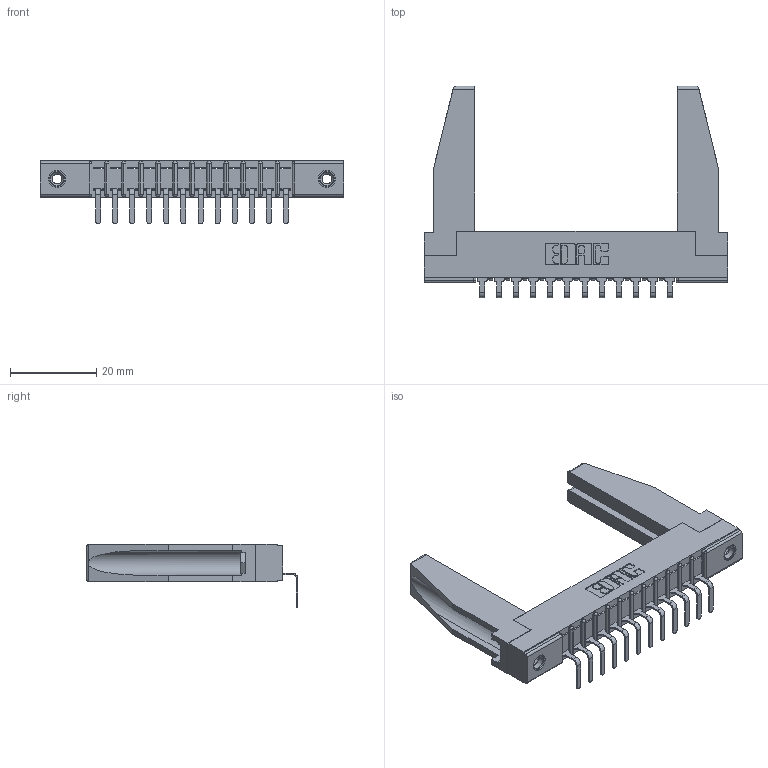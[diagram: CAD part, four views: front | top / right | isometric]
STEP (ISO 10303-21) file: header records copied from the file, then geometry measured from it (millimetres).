
FILE_DESCRIPTION (( 'STEP AP203' ), '1' );
FILE_NAME ('307-012-559-178.STEP', '2019-09-04T15:47:30', ( '' ), ( '' ), 'SwSTEP 2.0', 'SolidWorks 2016', '' );
FILE_SCHEMA (( 'CONFIG_CONTROL_DESIGN' ));
Length unit declared in the file: inch
Products named in the file (5): 307-290-001_558 559 - 1 (Single); 307 Part_.156 Dia Mounting Holes; 307-220-078; 345-250-001_345-250-001-102; 307-012-559-178
Assembly tree (17 placements, depth 2):
  307-012-559-178
    307 Part_.156 Dia Mounting Holes
    307-290-001_558 559 - 1 (Single)  x12
    307-220-078  x2
    345-250-001_345-250-001-102  x2
Bounding box: 70.56 x 49.16 x 14.81 mm (x, y, z)
Volume: 8487.9 mm3; surface area: 10503.7 mm2
Topology: 17 solids, 17 shells, 981 faces, 2741 edges, 1766 vertices
Faces by surface type: plane 622, cylinder 317, sphere 26, cone 12, torus 4
Entity records: 16529 total; most frequent: CARTESIAN_POINT 2774, ORIENTED_EDGE 2716, DIRECTION 2672, EDGE_CURVE 1358, LINE 1032, VECTOR 1032, VERTEX_POINT 880, AXIS2_PLACEMENT_3D 820
